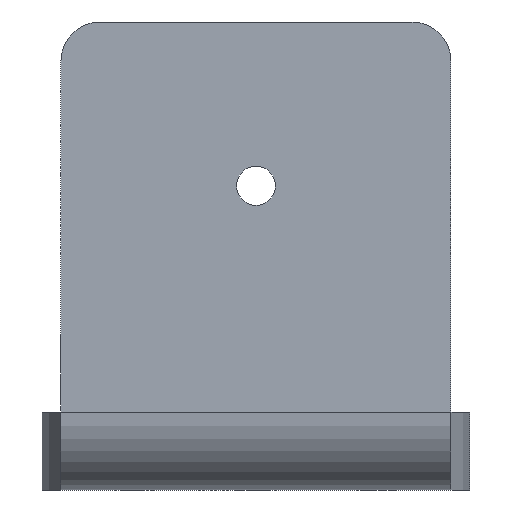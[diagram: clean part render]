
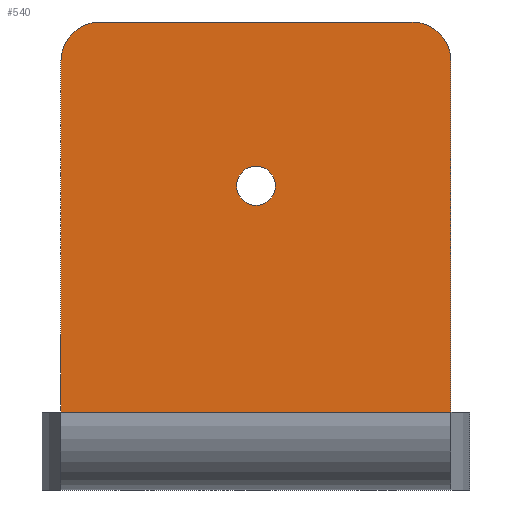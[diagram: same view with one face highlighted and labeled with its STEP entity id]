
A CAD part, left-side view. The second image highlights one B-rep face of the part: STEP entity #540.
In plain terms, the highlighted planar face has unit normal (-1, 0, 0).
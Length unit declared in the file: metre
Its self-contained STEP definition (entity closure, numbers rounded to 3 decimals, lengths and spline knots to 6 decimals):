
#45=CIRCLE('',#589,0.0025);
#46=CIRCLE('',#590,0.005);
#47=CIRCLE('',#591,0.005);
#97=ORIENTED_EDGE('',*,*,#246,.F.);
#98=ORIENTED_EDGE('',*,*,#244,.T.);
#99=ORIENTED_EDGE('',*,*,#247,.T.);
#100=ORIENTED_EDGE('',*,*,#230,.F.);
#101=ORIENTED_EDGE('',*,*,#248,.T.);
#102=ORIENTED_EDGE('',*,*,#224,.T.);
#103=ORIENTED_EDGE('',*,*,#249,.T.);
#224=EDGE_CURVE('',#301,#300,#354,.T.);
#230=EDGE_CURVE('',#306,#307,#358,.T.);
#244=EDGE_CURVE('',#318,#317,#367,.T.);
#246=EDGE_CURVE('',#319,#319,#45,.T.);
#247=EDGE_CURVE('',#317,#307,#46,.T.);
#248=EDGE_CURVE('',#306,#301,#369,.F.);
#249=EDGE_CURVE('',#300,#318,#47,.T.);
#300=VERTEX_POINT('',#807);
#301=VERTEX_POINT('',#809);
#306=VERTEX_POINT('',#821);
#307=VERTEX_POINT('',#822);
#317=VERTEX_POINT('',#847);
#318=VERTEX_POINT('',#849);
#319=VERTEX_POINT('',#853);
#354=LINE('',#808,#396);
#358=LINE('',#820,#400);
#367=LINE('',#848,#409);
#369=LINE('',#855,#411);
#396=VECTOR('',#643,1.);
#400=VECTOR('',#653,1.);
#409=VECTOR('',#676,1.);
#411=VECTOR('',#684,1.);
#441=EDGE_LOOP('',(#97));
#442=EDGE_LOOP('',(#98,#99,#100,#101,#102,#103));
#485=FACE_BOUND('',#441,.T.);
#486=FACE_BOUND('',#442,.T.);
#528=PLANE('',#588);
#540=ADVANCED_FACE('',(#485,#486),#528,.T.);
#588=AXIS2_PLACEMENT_3D('',#851,#678,#679);
#589=AXIS2_PLACEMENT_3D('',#852,#680,#681);
#590=AXIS2_PLACEMENT_3D('',#854,#682,#683);
#591=AXIS2_PLACEMENT_3D('',#856,#685,#686);
#643=DIRECTION('',(0.,0.,1.));
#653=DIRECTION('',(0.,0.,1.));
#676=DIRECTION('',(0.,1.,0.));
#678=DIRECTION('',(-1.,0.,0.));
#679=DIRECTION('',(0.,0.,1.));
#680=DIRECTION('',(-1.,0.,0.));
#681=DIRECTION('',(0.,0.,1.));
#682=DIRECTION('',(-1.,0.,0.));
#683=DIRECTION('',(0.,0.,1.));
#684=DIRECTION('',(0.,1.,0.));
#685=DIRECTION('',(-1.,0.,0.));
#686=DIRECTION('',(0.,0.,1.));
#807=CARTESIAN_POINT('',(-0.005,-0.05,-0.005));
#808=CARTESIAN_POINT('',(-0.005,-0.05,-0.03));
#809=CARTESIAN_POINT('',(-0.005,-0.05,-0.05));
#820=CARTESIAN_POINT('',(-0.005,0.,-0.03));
#821=CARTESIAN_POINT('',(-0.005,0.,-0.05));
#822=CARTESIAN_POINT('',(-0.005,0.,-0.005));
#847=CARTESIAN_POINT('',(-0.005,-0.005,0.));
#848=CARTESIAN_POINT('',(-0.005,-0.05,0.));
#849=CARTESIAN_POINT('',(-0.005,-0.045,0.));
#851=CARTESIAN_POINT('',(-0.005,-0.05,-0.03));
#852=CARTESIAN_POINT('',(-0.005,-0.025,-0.021));
#853=CARTESIAN_POINT('',(-0.005,-0.025,-0.0185));
#854=CARTESIAN_POINT('',(-0.005,-0.005,-0.005));
#855=CARTESIAN_POINT('',(-0.005,-0.05,-0.05));
#856=CARTESIAN_POINT('',(-0.005,-0.045,-0.005));
